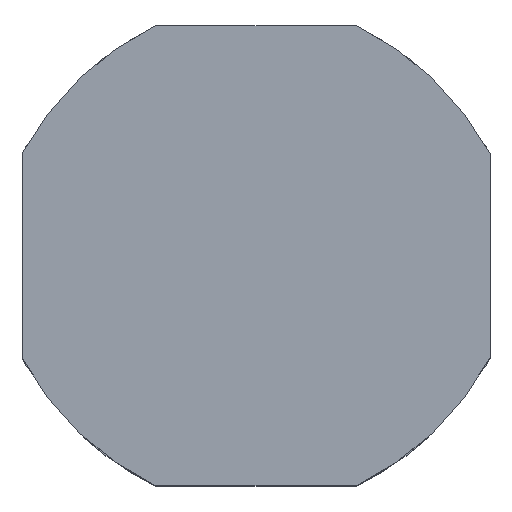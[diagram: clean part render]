
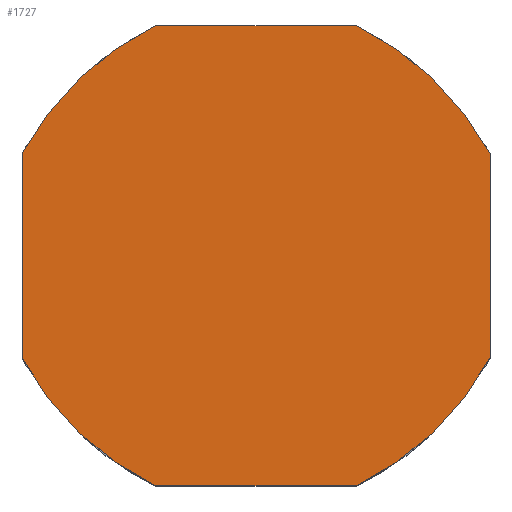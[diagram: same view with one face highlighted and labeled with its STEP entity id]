
A CAD part, top view. The second image highlights one B-rep face of the part: STEP entity #1727.
In plain terms, the highlighted planar face has unit normal (0, 0, 1).
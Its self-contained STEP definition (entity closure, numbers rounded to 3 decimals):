
#43=PLANE('',#1844);
#104=CIRCLE('',#1845,3.843);
#105=CIRCLE('',#1846,3.843);
#106=CIRCLE('',#1847,3.843);
#107=CIRCLE('',#1848,3.843);
#273=ORIENTED_EDGE('',*,*,#600,.F.);
#274=ORIENTED_EDGE('',*,*,#601,.F.);
#275=ORIENTED_EDGE('',*,*,#602,.F.);
#276=ORIENTED_EDGE('',*,*,#603,.F.);
#277=ORIENTED_EDGE('',*,*,#604,.F.);
#278=ORIENTED_EDGE('',*,*,#605,.F.);
#279=ORIENTED_EDGE('',*,*,#606,.F.);
#280=ORIENTED_EDGE('',*,*,#607,.F.);
#600=EDGE_CURVE('',#750,#751,#850,.T.);
#601=EDGE_CURVE('',#752,#750,#104,.T.);
#602=EDGE_CURVE('',#753,#752,#851,.T.);
#603=EDGE_CURVE('',#754,#753,#105,.T.);
#604=EDGE_CURVE('',#755,#754,#852,.T.);
#605=EDGE_CURVE('',#756,#755,#106,.T.);
#606=EDGE_CURVE('',#757,#756,#853,.T.);
#607=EDGE_CURVE('',#751,#757,#107,.T.);
#750=VERTEX_POINT('',#2527);
#751=VERTEX_POINT('',#2528);
#752=VERTEX_POINT('',#2530);
#753=VERTEX_POINT('',#2532);
#754=VERTEX_POINT('',#2534);
#755=VERTEX_POINT('',#2536);
#756=VERTEX_POINT('',#2538);
#757=VERTEX_POINT('',#2540);
#850=LINE('',#2526,#962);
#851=LINE('',#2531,#963);
#852=LINE('',#2535,#964);
#853=LINE('',#2539,#965);
#962=VECTOR('',#2122,1000.);
#963=VECTOR('',#2125,1000.);
#964=VECTOR('',#2128,1000.);
#965=VECTOR('',#2131,1000.);
#1037=EDGE_LOOP('',(#273,#274,#275,#276,#277,#278,#279,#280));
#1111=FACE_BOUND('',#1037,.T.);
#1727=ADVANCED_FACE('',(#1111),#43,.F.);
#1844=AXIS2_PLACEMENT_3D('',#2525,#2120,#2121);
#1845=AXIS2_PLACEMENT_3D('',#2529,#2123,#2124);
#1846=AXIS2_PLACEMENT_3D('',#2533,#2126,#2127);
#1847=AXIS2_PLACEMENT_3D('',#2537,#2129,#2130);
#1848=AXIS2_PLACEMENT_3D('',#2541,#2132,#2133);
#2120=DIRECTION('',(0.,0.,-1.));
#2121=DIRECTION('',(-1.,0.,0.));
#2122=DIRECTION('',(-1.,0.,0.));
#2123=DIRECTION('',(0.,0.,-1.));
#2124=DIRECTION('',(1.,0.,0.));
#2125=DIRECTION('',(0.,-1.,0.));
#2126=DIRECTION('',(0.,0.,-1.));
#2127=DIRECTION('',(1.,0.,0.));
#2128=DIRECTION('',(1.,0.,0.));
#2129=DIRECTION('',(0.,0.,-1.));
#2130=DIRECTION('',(1.,0.,0.));
#2131=DIRECTION('',(0.,1.,0.));
#2132=DIRECTION('',(0.,0.,-1.));
#2133=DIRECTION('',(1.,0.,0.));
#2525=CARTESIAN_POINT('',(0.384,0.512,0.));
#2526=CARTESIAN_POINT('',(-1.284,-2.95,0.));
#2527=CARTESIAN_POINT('',(1.284,-2.95,0.));
#2528=CARTESIAN_POINT('',(-1.284,-2.95,0.));
#2529=CARTESIAN_POINT('',(-0.384,0.512,0.));
#2530=CARTESIAN_POINT('',(3.,-1.308,0.));
#2531=CARTESIAN_POINT('',(3.,-1.308,0.));
#2532=CARTESIAN_POINT('',(3.,1.308,0.));
#2533=CARTESIAN_POINT('',(-0.384,-0.512,0.));
#2534=CARTESIAN_POINT('',(1.284,2.95,0.));
#2535=CARTESIAN_POINT('',(1.284,2.95,0.));
#2536=CARTESIAN_POINT('',(-1.284,2.95,0.));
#2537=CARTESIAN_POINT('',(0.384,-0.512,0.));
#2538=CARTESIAN_POINT('',(-3.,1.308,0.));
#2539=CARTESIAN_POINT('',(-3.,1.308,0.));
#2540=CARTESIAN_POINT('',(-3.,-1.308,0.));
#2541=CARTESIAN_POINT('',(0.384,0.512,0.));
